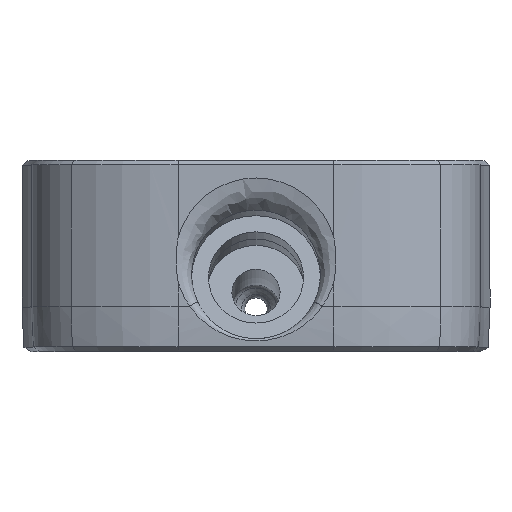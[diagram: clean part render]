
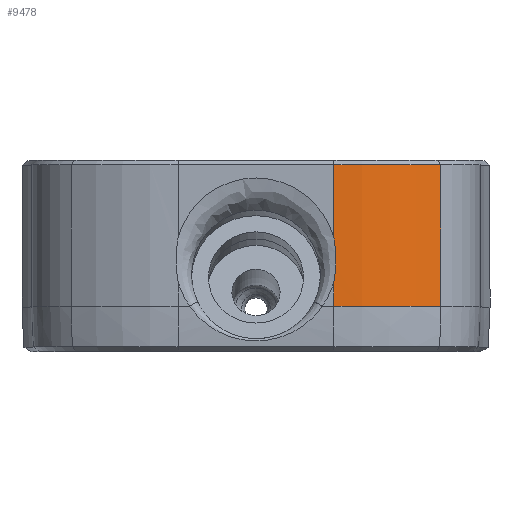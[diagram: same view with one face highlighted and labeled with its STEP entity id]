
A CAD part, top view. The second image highlights one B-rep face of the part: STEP entity #9478.
In plain terms, the highlighted cylindrical face has radius 17 mm (diameter 34 mm), a partial arc.
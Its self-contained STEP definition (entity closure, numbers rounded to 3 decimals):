
#820=CIRCLE('',#10235,17.);
#877=CIRCLE('',#10324,17.);
#1066=LINE('',#13881,#1699);
#1069=LINE('',#13886,#1702);
#1593=LINE('',#23347,#2226);
#1699=VECTOR('',#10728,1000.);
#1702=VECTOR('',#10733,1000.);
#2226=VECTOR('',#12931,1000.);
#2433=CYLINDRICAL_SURFACE('',#10482,17.);
#2900=FACE_OUTER_BOUND('',#3501,.T.);
#3501=EDGE_LOOP('',(#8347,#8348,#8349,#8350,#8351,#8352));
#3654=B_SPLINE_CURVE_WITH_KNOTS('',3,(#13646,#13647,#13648,#13649,#13650,
#13651,#13652,#13653,#13654,#13655,#13656,#13657,#13658,#13659,#13660,#13661,
#13662,#13663,#13664,#13665,#13666,#13667,#13668,#13669,#13670,#13671,#13672,
#13673,#13674,#13675,#13676,#13677,#13678,#13679,#13680,#13681,#13682,#13683,
#13684,#13685,#13686,#13687,#13688),.UNSPECIFIED.,.F.,.F.,(4,3,3,3,3,3,
3,3,3,3,3,3,3,3,4),(-0.007,0.,0.045,
0.052,0.1,0.126,0.174,
0.187,0.195,0.245,0.259,
0.311,0.363,0.378,0.385),
 .UNSPECIFIED.);
#3864=VERTEX_POINT('',#13640);
#3865=VERTEX_POINT('',#13645);
#3869=VERTEX_POINT('',#13874);
#3870=VERTEX_POINT('',#13880);
#4409=VERTEX_POINT('',#20148);
#4491=VERTEX_POINT('',#20425);
#4717=EDGE_CURVE('',#3864,#3865,#3654,.T.);
#4727=EDGE_CURVE('',#3865,#3870,#1066,.T.);
#4730=EDGE_CURVE('',#3869,#3864,#1069,.T.);
#5573=EDGE_CURVE('',#3869,#4409,#820,.T.);
#5688=EDGE_CURVE('',#4491,#3870,#877,.T.);
#5926=EDGE_CURVE('',#4409,#4491,#1593,.T.);
#8347=ORIENTED_EDGE('',*,*,#4717,.F.);
#8348=ORIENTED_EDGE('',*,*,#4730,.F.);
#8349=ORIENTED_EDGE('',*,*,#5573,.T.);
#8350=ORIENTED_EDGE('',*,*,#5926,.T.);
#8351=ORIENTED_EDGE('',*,*,#5688,.T.);
#8352=ORIENTED_EDGE('',*,*,#4727,.F.);
#9478=ADVANCED_FACE('',(#2900),#2433,.T.);
#10235=AXIS2_PLACEMENT_3D('',#20160,#12312,#12313);
#10324=AXIS2_PLACEMENT_3D('',#20427,#12541,#12542);
#10482=AXIS2_PLACEMENT_3D('',#23348,#12932,#12933);
#10728=DIRECTION('',(1.,0.,0.));
#10733=DIRECTION('',(1.,0.,0.));
#12312=DIRECTION('center_axis',(1.,0.,0.));
#12313=DIRECTION('ref_axis',(0.,-1.,0.));
#12541=DIRECTION('center_axis',(-1.,0.,0.));
#12542=DIRECTION('ref_axis',(0.,0.,
1.));
#12931=DIRECTION('',(1.,0.,0.));
#12932=DIRECTION('center_axis',(1.,0.,0.));
#12933=DIRECTION('ref_axis',(0.,1.,0.));
#13640=CARTESIAN_POINT('',(2.396,-6.958,74.65));
#13645=CARTESIAN_POINT('',(6.295,-6.958,74.65));
#13646=CARTESIAN_POINT('Ctrl Pts',(2.395,-6.955,74.65));
#13647=CARTESIAN_POINT('Ctrl Pts',(2.419,-6.96,74.65));
#13648=CARTESIAN_POINT('Ctrl Pts',(2.443,-6.965,74.65));
#13649=CARTESIAN_POINT('Ctrl Pts',(2.467,-6.97,74.65));
#13650=CARTESIAN_POINT('Ctrl Pts',(2.613,-7.,74.65));
#13651=CARTESIAN_POINT('Ctrl Pts',(2.76,-7.027,74.649));
#13652=CARTESIAN_POINT('Ctrl Pts',(2.908,-7.051,74.649));
#13653=CARTESIAN_POINT('Ctrl Pts',(2.933,-7.054,74.649));
#13654=CARTESIAN_POINT('Ctrl Pts',(2.958,-7.058,74.649));
#13655=CARTESIAN_POINT('Ctrl Pts',(2.983,-7.062,74.649));
#13656=CARTESIAN_POINT('Ctrl Pts',(3.139,-7.085,74.649));
#13657=CARTESIAN_POINT('Ctrl Pts',(3.295,-7.104,74.649));
#13658=CARTESIAN_POINT('Ctrl Pts',(3.452,-7.119,74.649));
#13659=CARTESIAN_POINT('Ctrl Pts',(3.538,-7.127,74.649));
#13660=CARTESIAN_POINT('Ctrl Pts',(3.625,-7.134,74.649));
#13661=CARTESIAN_POINT('Ctrl Pts',(3.711,-7.14,74.649));
#13662=CARTESIAN_POINT('Ctrl Pts',(3.873,-7.151,74.648));
#13663=CARTESIAN_POINT('Ctrl Pts',(4.034,-7.158,74.648));
#13664=CARTESIAN_POINT('Ctrl Pts',(4.196,-7.16,74.648));
#13665=CARTESIAN_POINT('Ctrl Pts',(4.24,-7.161,74.648));
#13666=CARTESIAN_POINT('Ctrl Pts',(4.284,-7.161,74.648));
#13667=CARTESIAN_POINT('Ctrl Pts',(4.328,-7.161,74.648));
#13668=CARTESIAN_POINT('Ctrl Pts',(4.355,-7.161,74.648));
#13669=CARTESIAN_POINT('Ctrl Pts',(4.382,-7.161,74.648));
#13670=CARTESIAN_POINT('Ctrl Pts',(4.41,-7.161,74.648));
#13671=CARTESIAN_POINT('Ctrl Pts',(4.576,-7.159,74.648));
#13672=CARTESIAN_POINT('Ctrl Pts',(4.742,-7.153,74.648));
#13673=CARTESIAN_POINT('Ctrl Pts',(4.907,-7.143,74.649));
#13674=CARTESIAN_POINT('Ctrl Pts',(4.952,-7.14,74.649));
#13675=CARTESIAN_POINT('Ctrl Pts',(4.997,-7.137,74.649));
#13676=CARTESIAN_POINT('Ctrl Pts',(5.042,-7.134,74.649));
#13677=CARTESIAN_POINT('Ctrl Pts',(5.214,-7.121,74.649));
#13678=CARTESIAN_POINT('Ctrl Pts',(5.385,-7.103,74.649));
#13679=CARTESIAN_POINT('Ctrl Pts',(5.557,-7.081,74.649));
#13680=CARTESIAN_POINT('Ctrl Pts',(5.729,-7.058,74.649));
#13681=CARTESIAN_POINT('Ctrl Pts',(5.901,-7.032,74.649));
#13682=CARTESIAN_POINT('Ctrl Pts',(6.072,-7.001,74.65));
#13683=CARTESIAN_POINT('Ctrl Pts',(6.123,-6.991,74.65));
#13684=CARTESIAN_POINT('Ctrl Pts',(6.174,-6.982,74.65));
#13685=CARTESIAN_POINT('Ctrl Pts',(6.224,-6.972,74.65));
#13686=CARTESIAN_POINT('Ctrl Pts',(6.248,-6.967,74.65));
#13687=CARTESIAN_POINT('Ctrl Pts',(6.271,-6.963,74.65));
#13688=CARTESIAN_POINT('Ctrl Pts',(6.295,-6.958,74.65));
#13874=CARTESIAN_POINT('',(0.178,-6.958,74.65));
#13880=CARTESIAN_POINT('',(12.85,-6.958,74.65));
#13881=CARTESIAN_POINT('',(-20.04,-6.958,74.65));
#13886=CARTESIAN_POINT('',(-20.04,-6.958,74.65));
#20148=CARTESIAN_POINT('',(0.178,-16.481,71.732));
#20160=CARTESIAN_POINT('Origin',(0.178,-6.958,57.65));
#20425=CARTESIAN_POINT('',(12.85,-16.481,71.732));
#20427=CARTESIAN_POINT('Origin',(12.85,-6.958,57.65));
#23347=CARTESIAN_POINT('',(-20.04,-16.481,71.732));
#23348=CARTESIAN_POINT('Origin',(-20.04,-6.958,57.65));
